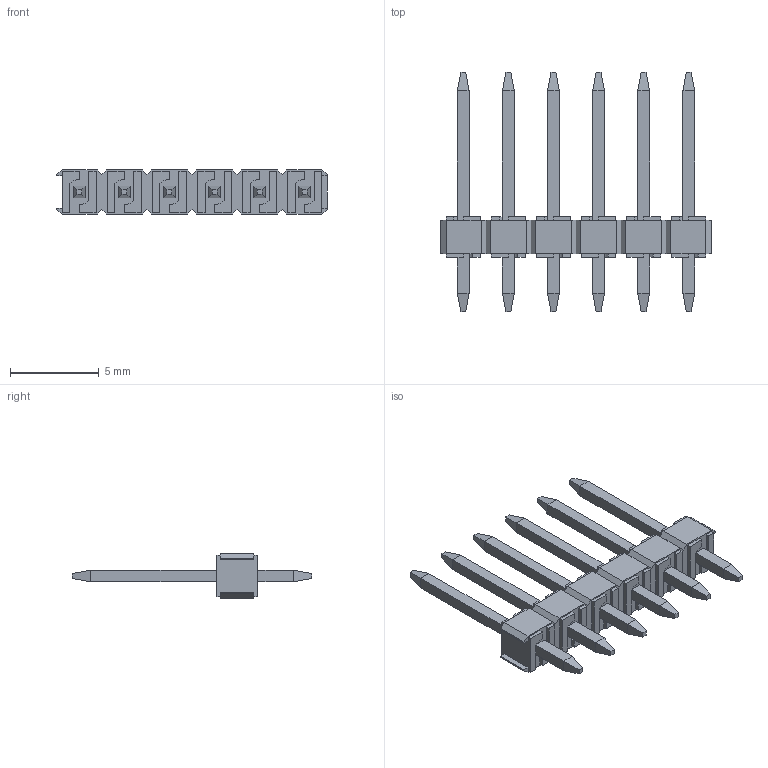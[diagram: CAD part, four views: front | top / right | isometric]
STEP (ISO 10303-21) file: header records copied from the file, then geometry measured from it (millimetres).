
FILE_DESCRIPTION(('STEP AP214'),'1');
FILE_NAME('0022284061.stp','2025-02-23T08:55:07',('TraceParts'),('TraceParts S.A.'),'Spatial InterOp 3D',' ',' ');
FILE_SCHEMA(('AUTOMOTIVE_DESIGN { 1 0 10303 214 1 1 1 1 }'));
Length unit declared in the file: millimetre
Products named in the file (1): 0022284061_1
Bounding box: 15.24 x 13.46 x 2.49 mm (x, y, z)
Volume: 102.2 mm3; surface area: 345.1 mm2
Topology: 1 solids, 1 shells, 336 faces, 866 edges, 576 vertices
Faces by surface type: plane 300, cylinder 36
Entity records: 10032 total; most frequent: CARTESIAN_POINT 1756, ORIENTED_EDGE 1708, DIRECTION 1626, EDGE_CURVE 854, LINE 782, VECTOR 782, VERTEX_POINT 552, AXIS2_PLACEMENT_3D 422
